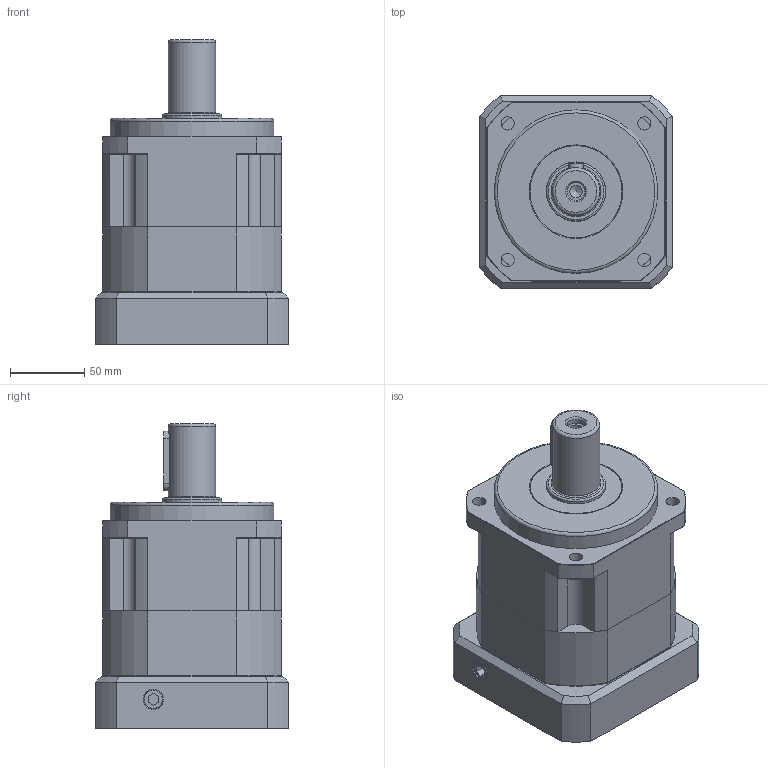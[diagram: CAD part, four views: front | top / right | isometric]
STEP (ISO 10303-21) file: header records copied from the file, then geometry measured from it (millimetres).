
FILE_DESCRIPTION((''),'2;1');
FILE_NAME('KSB-120-1 (110-145-M8).stp','2013-03-12T15:57:46',('young'),(''),'Autodesk Inventor 2012','Autodesk Inventor 2012','');
FILE_SCHEMA(('AUTOMOTIVE_DESIGN { 1 0 10303 214 1 1 1 1 }'));
Length unit declared in the file: millimetre
Products named in the file (1): KSB-120-1 (110-145-M8)
Bounding box: 130 x 130 x 205 mm (x, y, z)
Volume: 1576531 mm3; surface area: 239263 mm2
Topology: 16 solids, 16 shells, 522 faces, 1258 edges, 803 vertices
Faces by surface type: plane 261, cylinder 147, cone 69, bspline 25, torus 18, sphere 2
Full cylindrical faces by diameter (mm): 4.5 x4, 5 x4, 6.8 x5, 7 x4, 8 x9, 8.5 x5, 9 x5, 11.125 x2, 12 x1, 13 x7, 24 x1, 29.9 x1, 32 x1, 38.2 x1, 39.8 x2, 40 x2, 49 x1, 55 x2, 62 x2, 90 x1, 105 x2, 110 x1
Entity records: 16673 total; most frequent: CARTESIAN_POINT 4980, DIRECTION 2399, ORIENTED_EDGE 2228, EDGE_CURVE 1114, AXIS2_PLACEMENT_3D 918, VERTEX_POINT 775, EDGE_LOOP 713, VECTOR 563
